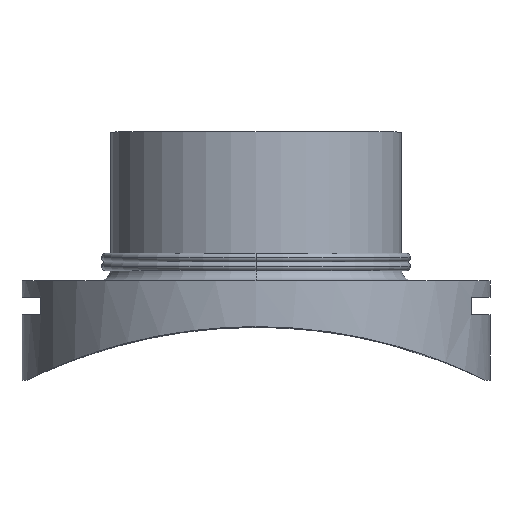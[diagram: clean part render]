
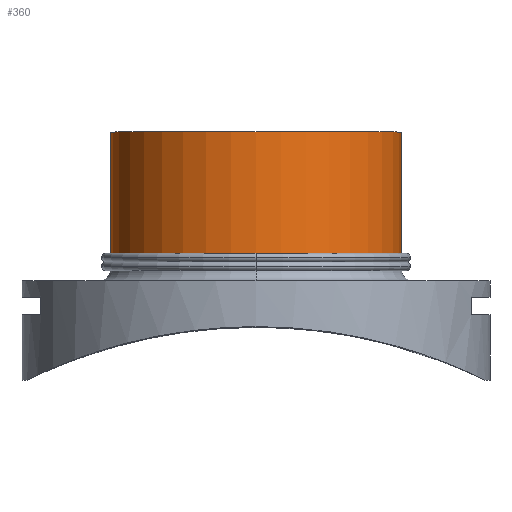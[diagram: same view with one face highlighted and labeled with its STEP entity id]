
A CAD part, top view. The second image highlights one B-rep face of the part: STEP entity #360.
In plain terms, the highlighted cylindrical face has radius 280 mm (diameter 560 mm), a partial arc.
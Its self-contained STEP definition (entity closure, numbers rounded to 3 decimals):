
#314 = EDGE_CURVE( '', #670, #534, #802, .T. );
#328 = EDGE_CURVE( '', #338, #480, #817, .T. );
#338 = VERTEX_POINT( '', #829 );
#360 = ADVANCED_FACE( '', ( #854 ), #855, .T. );
#382 = EDGE_CURVE( '', #480, #670, #881, .T. );
#462 = EDGE_CURVE( '', #574, #338, #969, .T. );
#480 = VERTEX_POINT( '', #990 );
#534 = VERTEX_POINT( '', #1047 );
#540 = EDGE_CURVE( '', #534, #574, #1054, .T. );
#574 = VERTEX_POINT( '', #1097 );
#670 = VERTEX_POINT( '', #1200 );
#802 = LINE( '', #1354, #1355 );
#817 = CIRCLE( '', #1482, 280. );
#829 = CARTESIAN_POINT( '', ( -280., 235.4, 0. ) );
#854 = FACE_OUTER_BOUND( '', #1523, .T. );
#855 = CYLINDRICAL_SURFACE( '', #1524, 280. );
#881 = CIRCLE( '', #1553, 280. );
#969 = LINE( '', #1671, #1672 );
#990 = CARTESIAN_POINT( '', ( 0., 235.4, 280. ) );
#1047 = CARTESIAN_POINT( '', ( 280., 477., 0. ) );
#1054 = CIRCLE( '', #1904, 280. );
#1097 = CARTESIAN_POINT( '', ( -280., 477., 0. ) );
#1200 = CARTESIAN_POINT( '', ( 280., 235.4, 0. ) );
#1354 = CARTESIAN_POINT( '', ( 280., 344.967, 0. ) );
#1355 = VECTOR( '', #2339, 1. );
#1482 = AXIS2_PLACEMENT_3D( '', #2351, #2352, #2353 );
#1523 = EDGE_LOOP( '', ( #2403, #2404, #2405, #2406, #2407 ) );
#1524 = AXIS2_PLACEMENT_3D( '', #2408, #2409, #2410 );
#1553 = AXIS2_PLACEMENT_3D( '', #2449, #2450, #2451 );
#1671 = CARTESIAN_POINT( '', ( -280., 344.967, 0. ) );
#1672 = VECTOR( '', #2570, 1. );
#1904 = AXIS2_PLACEMENT_3D( '', #2676, #2677, #2678 );
#2339 = DIRECTION( '', ( 0., 1., 0. ) );
#2351 = CARTESIAN_POINT( '', ( 0., 235.4, 0. ) );
#2352 = DIRECTION( '', ( 0., 1., 0. ) );
#2353 = DIRECTION( '', ( -1., 0., 0. ) );
#2403 = ORIENTED_EDGE( '', *, *, #462, .T. );
#2404 = ORIENTED_EDGE( '', *, *, #328, .T. );
#2405 = ORIENTED_EDGE( '', *, *, #382, .T. );
#2406 = ORIENTED_EDGE( '', *, *, #314, .T. );
#2407 = ORIENTED_EDGE( '', *, *, #540, .T. );
#2408 = CARTESIAN_POINT( '', ( 0., 344.967, 0. ) );
#2409 = DIRECTION( '', ( 0., 1., 0. ) );
#2410 = DIRECTION( '', ( -1., 0., 0. ) );
#2449 = CARTESIAN_POINT( '', ( 0., 235.4, 0. ) );
#2450 = DIRECTION( '', ( 0., 1., 0. ) );
#2451 = DIRECTION( '', ( -1., 0., 0. ) );
#2570 = DIRECTION( '', ( 0., -1., 0. ) );
#2676 = CARTESIAN_POINT( '', ( 0., 477., 0. ) );
#2677 = DIRECTION( '', ( 0., -1., 0. ) );
#2678 = DIRECTION( '', ( -1., 0., 0. ) );
